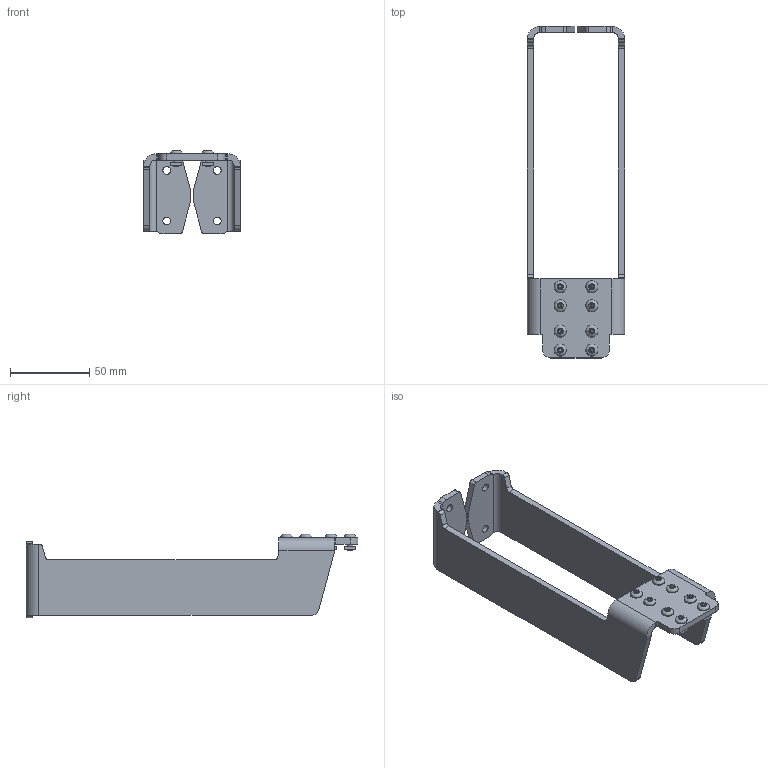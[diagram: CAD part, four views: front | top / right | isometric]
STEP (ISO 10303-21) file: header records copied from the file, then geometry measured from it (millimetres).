
FILE_DESCRIPTION(/* description */ (''),/* implementation_level */ '2;1');
FILE_NAME(/* name */ 'CAD_108235.stp',/* time_stamp */ '2021-01-19T10:05:29+01:00',/* author */ ('Hypex'),/* organization */ ('Hypex'),/* preprocessor_version */ 'ST-DEVELOPER v18',/* originating_system */ 'Autodesk Inventor 2020',/* authorisation */ '');
FILE_SCHEMA (('AUTOMOTIVE_DESIGN { 1 0 10303 214 3 1 1 }'));
Length unit declared in the file: millimetre
Products named in the file (1): CAD_108235
Bounding box: 61.5 x 210 x 52.7 mm (x, y, z)
Volume: 76217 mm3; surface area: 44463.7 mm2
Topology: 1 solids, 1 shells, 366 faces, 1008 edges, 676 vertices
Faces by surface type: plane 210, cylinder 124, cone 16, torus 8, bspline 8
Full cylindrical faces by diameter (mm): 4 x16, 4.3 x8, 4.917 x4, 7.6 x8
Entity records: 13149 total; most frequent: CARTESIAN_POINT 3531, ORIENTED_EDGE 2000, DIRECTION 1858, EDGE_CURVE 1000, VERTEX_POINT 676, AXIS2_PLACEMENT_3D 659, LINE 540, VECTOR 540
